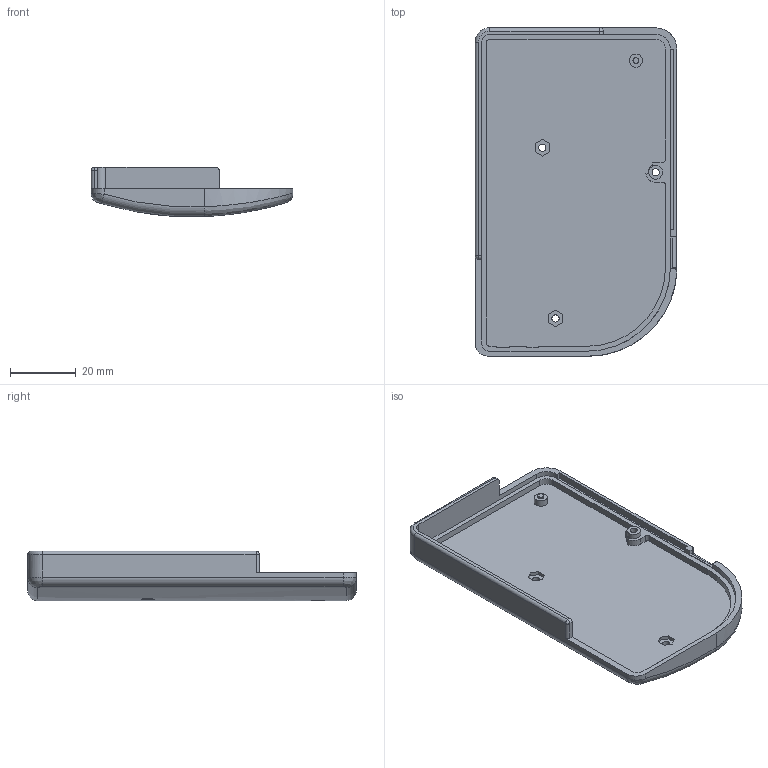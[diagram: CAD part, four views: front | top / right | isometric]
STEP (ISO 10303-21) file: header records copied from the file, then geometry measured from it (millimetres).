
FILE_DESCRIPTION(/* description */ (''),/* implementation_level */ '2;1');
FILE_NAME(/* name */ 'KeyFuda02 v23.step',/* time_stamp */ '2023-08-04T14:50:41+09:00',/* author */ (''),/* organization */ (''),/* preprocessor_version */ 'ST-DEVELOPER v20',/* originating_system */ 'Autodesk Translation Framework v12.9.0.99',/* authorisation */ '');
FILE_SCHEMA (('AUTOMOTIVE_DESIGN { 1 0 10303 214 3 1 1 }'));
Length unit declared in the file: millimetre
Products named in the file (1): KeyFuda02
Bounding box: 61.5 x 100 x 15.09 mm (x, y, z)
Volume: 24062.5 mm3; surface area: 15929.1 mm2
Topology: 1 solids, 1 shells, 111 faces, 285 edges, 185 vertices
Faces by surface type: plane 57, cylinder 42, bspline 6, torus 4, sphere 2
Full cylindrical faces by diameter (mm): 1.8 x1, 2.2 x3, 4 x4, 4.2 x1
Entity records: 3693 total; most frequent: CARTESIAN_POINT 933, ORIENTED_EDGE 570, DIRECTION 565, EDGE_CURVE 285, AXIS2_PLACEMENT_3D 195, VERTEX_POINT 185, LINE 175, VECTOR 175
